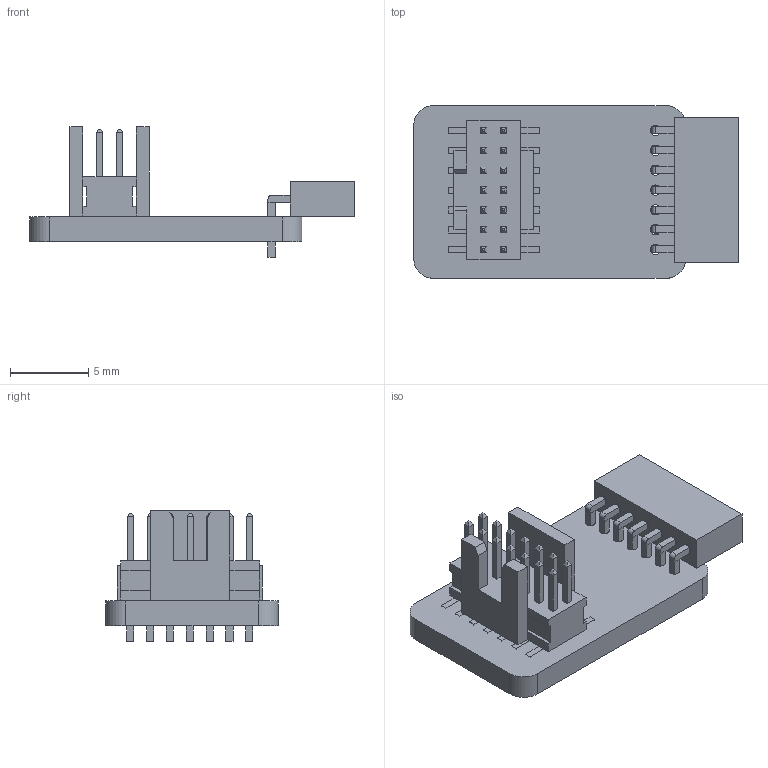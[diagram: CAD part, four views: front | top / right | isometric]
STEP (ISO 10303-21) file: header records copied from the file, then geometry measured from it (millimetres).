
FILE_DESCRIPTION(('KiCad electronic assembly'),'2;1');
FILE_NAME('ProgrammingAdapterBoard.step','2021-11-14T16:10:29',( 'An Author'),('A Company'),'Open CASCADE STEP processor 6.9', 'KiCad to STEP converter','Unknown');
FILE_SCHEMA(('AUTOMOTIVE_DESIGN { 1 0 10303 214 1 1 1 1 }'));
Length unit declared in the file: millimetre
Products named in the file (6): Open CASCADE STEP translator 6.9 1; FTSH-107-01-L-DV-K-A; COMPOUND; 851-87-007-20-001101
Assembly tree (5 placements, depth 3):
  Open CASCADE STEP translator 6.9 1
    FTSH-107-01-L-DV-K-A
      COMPOUND
    851-87-007-20-001101
      COMPOUND
    COMPOUND
Bounding box: 20.78 x 11.05 x 8.34 mm (x, y, z)
Volume: 529 mm3; surface area: 1347.5 mm2
Topology: 12 solids, 12 shells, 531 faces, 1336 edges, 840 vertices
Faces by surface type: plane 472, cylinder 57, cone 2
Full cylindrical faces by diameter (mm): 0.5 x7, 0.6 x8, 0.62 x6, 0.65 x7, 0.889 x2, 1.02 x2
Entity records: 35805 total; most frequent: CARTESIAN_POINT 5761, DIRECTION 5214, LINE 3650, VECTOR 3650, ORIENTED_EDGE 2672, PCURVE 2672, DEFINITIONAL_REPRESENTATION 2672, EDGE_CURVE 1336
